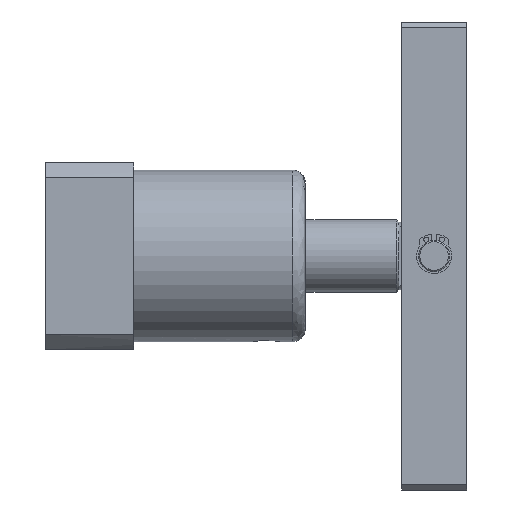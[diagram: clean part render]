
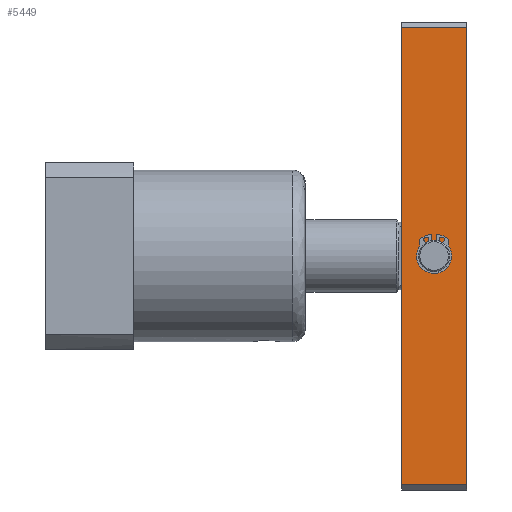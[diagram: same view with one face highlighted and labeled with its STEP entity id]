
A CAD part, front view. The second image highlights one B-rep face of the part: STEP entity #5449.
In plain terms, the highlighted face is planar.
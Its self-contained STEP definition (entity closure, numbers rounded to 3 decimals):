
#362 = VECTOR ( 'NONE', #11737, 1000. ) ;
#377 = VERTEX_POINT ( 'NONE', #10285 ) ;
#800 = CIRCLE ( 'NONE', #12488, 6. ) ;
#1113 = EDGE_CURVE ( 'NONE', #4132, #11367, #6902, .T. ) ;
#1474 = VECTOR ( 'NONE', #13296, 1000. ) ;
#1806 = CARTESIAN_POINT ( 'NONE',  ( 6.5, 0., 12.5 ) ) ;
#2860 = EDGE_CURVE ( 'NONE', #8338, #7617, #800, .T. ) ;
#2998 = CARTESIAN_POINT ( 'NONE',  ( 0., 0., 12.5 ) ) ;
#3357 = DIRECTION ( 'NONE',  ( 1., 0., 0. ) ) ;
#4132 = VERTEX_POINT ( 'NONE', #14606 ) ;
#4302 = CARTESIAN_POINT ( 'NONE',  ( 12.5, -88., 12.5 ) ) ;
#4857 = VECTOR ( 'NONE', #9255, 1000. ) ;
#5206 = LINE ( 'NONE', #4302, #6769 ) ;
#5287 = CARTESIAN_POINT ( 'NONE',  ( 0., 88., 12.5 ) ) ;
#5359 = DIRECTION ( 'NONE',  ( 1., 0., 0. ) ) ;
#5448 = DIRECTION ( 'NONE',  ( 1., 0., 0. ) ) ;
#5449 = ADVANCED_FACE ( 'NONE', ( #7716, #11065 ), #13265, .T. ) ;
#5552 = AXIS2_PLACEMENT_3D ( 'NONE', #9294, #13651, #8029 ) ;
#5971 = CARTESIAN_POINT ( 'NONE',  ( 0., -88., 12.5 ) ) ;
#6063 = LINE ( 'NONE', #2998, #1474 ) ;
#6222 = ORIENTED_EDGE ( 'NONE', *, *, #13082, .T. ) ;
#6560 = EDGE_LOOP ( 'NONE', ( #12306, #6867 ) ) ;
#6630 = CIRCLE ( 'NONE', #5552, 6. ) ;
#6769 = VECTOR ( 'NONE', #5448, 1000. ) ;
#6867 = ORIENTED_EDGE ( 'NONE', *, *, #10735, .F. ) ;
#6902 = LINE ( 'NONE', #13891, #362 ) ;
#7170 = AXIS2_PLACEMENT_3D ( 'NONE', #8810, #12332, #3357 ) ;
#7617 = VERTEX_POINT ( 'NONE', #1806 ) ;
#7697 = CARTESIAN_POINT ( 'NONE',  ( 12.5, 0., 12.5 ) ) ;
#7716 = FACE_BOUND ( 'NONE', #6560, .T. ) ;
#7835 = LINE ( 'NONE', #12818, #4857 ) ;
#8029 = DIRECTION ( 'NONE',  ( 1., 0., 0. ) ) ;
#8135 = CARTESIAN_POINT ( 'NONE',  ( 18.5, 0., 12.5 ) ) ;
#8338 = VERTEX_POINT ( 'NONE', #8135 ) ;
#8340 = ORIENTED_EDGE ( 'NONE', *, *, #1113, .T. ) ;
#8388 = ORIENTED_EDGE ( 'NONE', *, *, #14018, .T. ) ;
#8810 = CARTESIAN_POINT ( 'NONE',  ( 0., -88., 12.5 ) ) ;
#9255 = DIRECTION ( 'NONE',  ( 0., 1., 0. ) ) ;
#9294 = CARTESIAN_POINT ( 'NONE',  ( 12.5, 0., 12.5 ) ) ;
#9898 = EDGE_LOOP ( 'NONE', ( #14130, #8388, #6222, #8340 ) ) ;
#10285 = CARTESIAN_POINT ( 'NONE',  ( 25., -88., 12.5 ) ) ;
#10735 = EDGE_CURVE ( 'NONE', #7617, #8338, #6630, .T. ) ;
#11065 = FACE_OUTER_BOUND ( 'NONE', #9898, .T. ) ;
#11367 = VERTEX_POINT ( 'NONE', #5287 ) ;
#11737 = DIRECTION ( 'NONE',  ( -1., 0., 0. ) ) ;
#12306 = ORIENTED_EDGE ( 'NONE', *, *, #2860, .F. ) ;
#12332 = DIRECTION ( 'NONE',  ( 0., 0., 1. ) ) ;
#12488 = AXIS2_PLACEMENT_3D ( 'NONE', #7697, #14226, #5359 ) ;
#12818 = CARTESIAN_POINT ( 'NONE',  ( 25., 0., 12.5 ) ) ;
#13082 = EDGE_CURVE ( 'NONE', #377, #4132, #7835, .T. ) ;
#13265 = PLANE ( 'NONE',  #7170 ) ;
#13296 = DIRECTION ( 'NONE',  ( 0., -1., 0. ) ) ;
#13651 = DIRECTION ( 'NONE',  ( 0., 0., 1. ) ) ;
#13753 = EDGE_CURVE ( 'NONE', #11367, #14317, #6063, .T. ) ;
#13891 = CARTESIAN_POINT ( 'NONE',  ( 12.5, 88., 12.5 ) ) ;
#14018 = EDGE_CURVE ( 'NONE', #14317, #377, #5206, .T. ) ;
#14130 = ORIENTED_EDGE ( 'NONE', *, *, #13753, .T. ) ;
#14226 = DIRECTION ( 'NONE',  ( 0., 0., 1. ) ) ;
#14317 = VERTEX_POINT ( 'NONE', #5971 ) ;
#14606 = CARTESIAN_POINT ( 'NONE',  ( 25., 88., 12.5 ) ) ;
